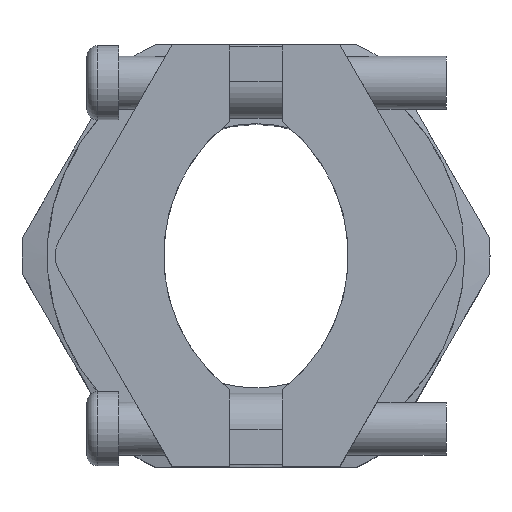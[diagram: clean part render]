
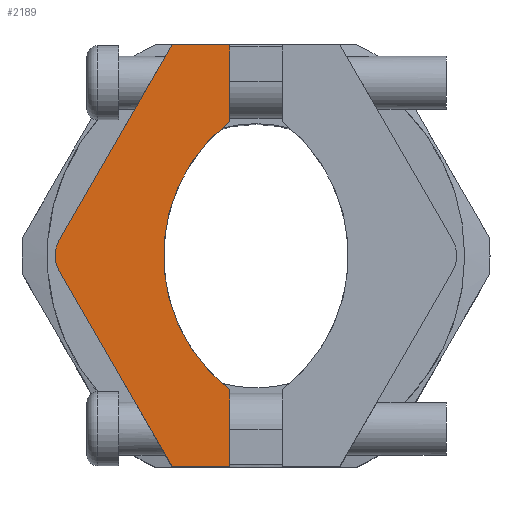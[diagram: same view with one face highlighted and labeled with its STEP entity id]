
A CAD part, top view. The second image highlights one B-rep face of the part: STEP entity #2189.
In plain terms, the highlighted planar face has unit normal (0, 0, 1).
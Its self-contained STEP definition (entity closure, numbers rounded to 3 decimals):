
#71=PLANE('',#2423);
#214=FACE_OUTER_BOUND('',#349,.T.);
#349=EDGE_LOOP('',(#1784,#1785,#1786,#1787,#1788,#1789,#1790,#1791,#1792,
#1793,#1794,#1795));
#449=LINE('',#3417,#647);
#452=LINE('',#3423,#650);
#465=LINE('',#3457,#663);
#469=LINE('',#3466,#667);
#519=LINE('',#3593,#717);
#522=LINE('',#3598,#720);
#523=LINE('',#3600,#721);
#524=LINE('',#3602,#722);
#525=LINE('',#3604,#723);
#526=LINE('',#3605,#724);
#647=VECTOR('',#2717,1000.);
#650=VECTOR('',#2722,1000.);
#663=VECTOR('',#2751,1000.);
#667=VECTOR('',#2757,1000.);
#717=VECTOR('',#2897,1000.);
#720=VECTOR('',#2902,1000.);
#721=VECTOR('',#2905,1000.);
#722=VECTOR('',#2908,1000.);
#723=VECTOR('',#2911,1000.);
#724=VECTOR('',#2912,1000.);
#833=CIRCLE('',#2303,3.);
#835=CIRCLE('',#2306,16.);
#936=VERTEX_POINT('',#3231);
#937=VERTEX_POINT('',#3232);
#940=VERTEX_POINT('',#3240);
#941=VERTEX_POINT('',#3241);
#1001=VERTEX_POINT('',#3413);
#1003=VERTEX_POINT('',#3416);
#1005=VERTEX_POINT('',#3422);
#1018=VERTEX_POINT('',#3455);
#1019=VERTEX_POINT('',#3459);
#1022=VERTEX_POINT('',#3464);
#1054=VERTEX_POINT('',#3592);
#1055=VERTEX_POINT('',#3596);
#1150=EDGE_CURVE('',#936,#937,#833,.T.);
#1154=EDGE_CURVE('',#940,#941,#835,.T.);
#1230=EDGE_CURVE('',#1003,#1001,#449,.T.);
#1233=EDGE_CURVE('',#1005,#940,#452,.T.);
#1250=EDGE_CURVE('',#941,#1018,#465,.T.);
#1254=EDGE_CURVE('',#1019,#1022,#469,.T.);
#1316=EDGE_CURVE('',#1054,#1003,#519,.T.);
#1319=EDGE_CURVE('',#1022,#1055,#522,.T.);
#1320=EDGE_CURVE('',#1055,#936,#523,.T.);
#1321=EDGE_CURVE('',#937,#1054,#524,.T.);
#1322=EDGE_CURVE('',#1001,#1005,#525,.T.);
#1323=EDGE_CURVE('',#1018,#1019,#526,.T.);
#1784=ORIENTED_EDGE('',*,*,#1316,.T.);
#1785=ORIENTED_EDGE('',*,*,#1230,.T.);
#1786=ORIENTED_EDGE('',*,*,#1322,.T.);
#1787=ORIENTED_EDGE('',*,*,#1233,.T.);
#1788=ORIENTED_EDGE('',*,*,#1154,.T.);
#1789=ORIENTED_EDGE('',*,*,#1250,.T.);
#1790=ORIENTED_EDGE('',*,*,#1323,.T.);
#1791=ORIENTED_EDGE('',*,*,#1254,.T.);
#1792=ORIENTED_EDGE('',*,*,#1319,.T.);
#1793=ORIENTED_EDGE('',*,*,#1320,.T.);
#1794=ORIENTED_EDGE('',*,*,#1150,.T.);
#1795=ORIENTED_EDGE('',*,*,#1321,.T.);
#2189=ADVANCED_FACE('',(#214),#71,.T.);
#2303=AXIS2_PLACEMENT_3D('',#3233,#2573,#2574);
#2306=AXIS2_PLACEMENT_3D('',#3242,#2581,#2582);
#2423=AXIS2_PLACEMENT_3D('',#3603,#2909,#2910);
#2573=DIRECTION('center_axis',(0.,0.,1.));
#2574=DIRECTION('ref_axis',(1.,0.,0.));
#2581=DIRECTION('center_axis',(0.,0.,-1.));
#2582=DIRECTION('ref_axis',(1.,0.,0.));
#2717=DIRECTION('',(0.,1.,0.));
#2722=DIRECTION('',(0.,1.,0.));
#2751=DIRECTION('',(0.,1.,0.));
#2757=DIRECTION('',(0.,1.,0.));
#2897=DIRECTION('',(1.,0.,0.));
#2902=DIRECTION('',(-1.,0.,0.));
#2905=DIRECTION('',(-0.5,-0.866,0.));
#2908=DIRECTION('',(0.5,-0.866,0.));
#2909=DIRECTION('center_axis',(0.,0.,1.));
#2910=DIRECTION('ref_axis',(1.,0.,0.));
#2911=DIRECTION('',(0.,1.,0.));
#2912=DIRECTION('',(0.,1.,0.));
#3231=CARTESIAN_POINT('',(-18.598,1.5,45.));
#3232=CARTESIAN_POINT('',(-18.598,-1.5,45.));
#3233=CARTESIAN_POINT('Origin',(-16.,0.,45.));
#3240=CARTESIAN_POINT('',(-2.5,-12.686,45.));
#3241=CARTESIAN_POINT('',(-2.5,12.686,45.));
#3242=CARTESIAN_POINT('Origin',(7.25,0.,45.));
#3413=CARTESIAN_POINT('',(-2.5,-19.75,45.));
#3416=CARTESIAN_POINT('',(-2.5,-20.,45.));
#3417=CARTESIAN_POINT('',(-2.5,-12.686,45.));
#3422=CARTESIAN_POINT('',(-2.5,-14.051,45.));
#3423=CARTESIAN_POINT('',(-2.5,-12.686,45.));
#3455=CARTESIAN_POINT('',(-2.5,14.051,45.));
#3457=CARTESIAN_POINT('',(-2.5,12.686,45.));
#3459=CARTESIAN_POINT('',(-2.5,19.75,45.));
#3464=CARTESIAN_POINT('',(-2.5,20.,45.));
#3466=CARTESIAN_POINT('',(-2.5,12.686,45.));
#3592=CARTESIAN_POINT('',(-7.917,-20.,45.));
#3593=CARTESIAN_POINT('',(-2.5,-20.,45.));
#3596=CARTESIAN_POINT('',(-7.917,20.,45.));
#3598=CARTESIAN_POINT('',(-2.5,20.,45.));
#3600=CARTESIAN_POINT('',(-7.917,20.,45.));
#3602=CARTESIAN_POINT('',(-7.917,-20.,45.));
#3603=CARTESIAN_POINT('Origin',(-16.,0.,45.));
#3604=CARTESIAN_POINT('',(-2.5,-12.686,45.));
#3605=CARTESIAN_POINT('',(-2.5,12.686,45.));
